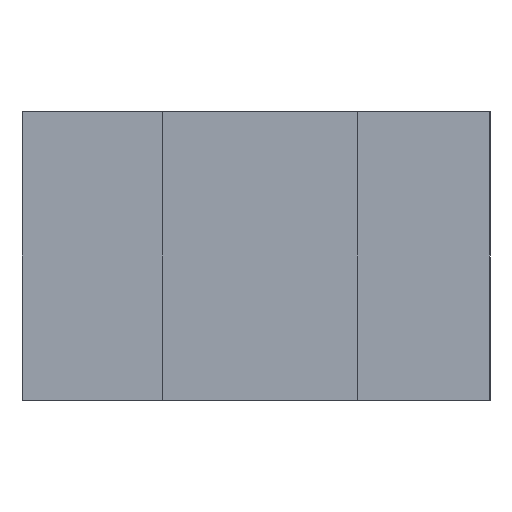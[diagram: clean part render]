
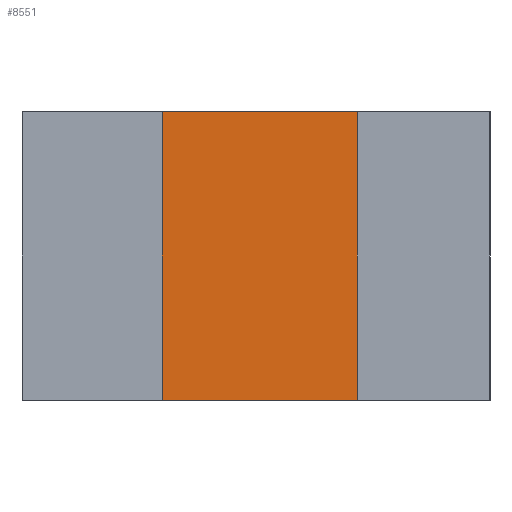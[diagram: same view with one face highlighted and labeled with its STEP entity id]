
A CAD part, left-side view. The second image highlights one B-rep face of the part: STEP entity #8551.
In plain terms, the highlighted planar face has unit normal (-1, 0, 0).
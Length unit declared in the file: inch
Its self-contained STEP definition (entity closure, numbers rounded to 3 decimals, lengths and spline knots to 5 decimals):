
#789 = LINE ( 'NONE', #36754, #35008 ) ;
#5284 = ORIENTED_EDGE ( 'NONE', *, *, #15823, .F. ) ;
#5654 = VERTEX_POINT ( 'NONE', #11947 ) ;
#5874 = ORIENTED_EDGE ( 'NONE', *, *, #20985, .T. ) ;
#6465 = FACE_OUTER_BOUND ( 'NONE', #22036, .T. ) ;
#7468 = DIRECTION ( 'NONE',  ( 0., 0., -1. ) ) ;
#8103 = VERTEX_POINT ( 'NONE', #31591 ) ;
#8551 = ADVANCED_FACE ( 'NONE', ( #6465 ), #20639, .F. ) ;
#9895 = CARTESIAN_POINT ( 'NONE',  ( 0., 0.42, 0. ) ) ;
#11384 = LINE ( 'NONE', #9895, #38594 ) ;
#11947 = CARTESIAN_POINT ( 'NONE',  ( 0., 0.17, -0.37 ) ) ;
#13399 = VECTOR ( 'NONE', #23827, 39.37008 ) ;
#15823 = EDGE_CURVE ( 'NONE', #8103, #16713, #24673, .T. ) ;
#16713 = VERTEX_POINT ( 'NONE', #38906 ) ;
#17242 = CARTESIAN_POINT ( 'NONE',  ( 0., 0.42, -0.37 ) ) ;
#17616 = CARTESIAN_POINT ( 'NONE',  ( 0., 0.6, 0. ) ) ;
#20639 = PLANE ( 'NONE',  #33988 ) ;
#20985 = EDGE_CURVE ( 'NONE', #34204, #5654, #40579, .T. ) ;
#22036 = EDGE_LOOP ( 'NONE', ( #38260, #5284, #26074, #5874 ) ) ;
#23827 = DIRECTION ( 'NONE',  ( 0., -1., 0. ) ) ;
#23978 = CARTESIAN_POINT ( 'NONE',  ( 0., 0.6, 0. ) ) ;
#24673 = LINE ( 'NONE', #17616, #41978 ) ;
#26074 = ORIENTED_EDGE ( 'NONE', *, *, #27604, .F. ) ;
#27267 = DIRECTION ( 'NONE',  ( 1., 0., 0. ) ) ;
#27604 = EDGE_CURVE ( 'NONE', #34204, #8103, #11384, .T. ) ;
#30336 = DIRECTION ( 'NONE',  ( 0., 0., -1. ) ) ;
#30690 = DIRECTION ( 'NONE',  ( 0., -1., 0. ) ) ;
#31591 = CARTESIAN_POINT ( 'NONE',  ( 0., 0.42, 0. ) ) ;
#32919 = DIRECTION ( 'NONE',  ( 0., 0., 1. ) ) ;
#33547 = CARTESIAN_POINT ( 'NONE',  ( 0., 0.6, -0.37 ) ) ;
#33988 = AXIS2_PLACEMENT_3D ( 'NONE', #23978, #27267, #7468 ) ;
#34204 = VERTEX_POINT ( 'NONE', #17242 ) ;
#35008 = VECTOR ( 'NONE', #30336, 39.37008 ) ;
#36754 = CARTESIAN_POINT ( 'NONE',  ( 0., 0.17, 0. ) ) ;
#38260 = ORIENTED_EDGE ( 'NONE', *, *, #40695, .F. ) ;
#38594 = VECTOR ( 'NONE', #32919, 39.37008 ) ;
#38906 = CARTESIAN_POINT ( 'NONE',  ( 0., 0.17, 0. ) ) ;
#40579 = LINE ( 'NONE', #33547, #13399 ) ;
#40695 = EDGE_CURVE ( 'NONE', #16713, #5654, #789, .T. ) ;
#41978 = VECTOR ( 'NONE', #30690, 39.37008 ) ;
